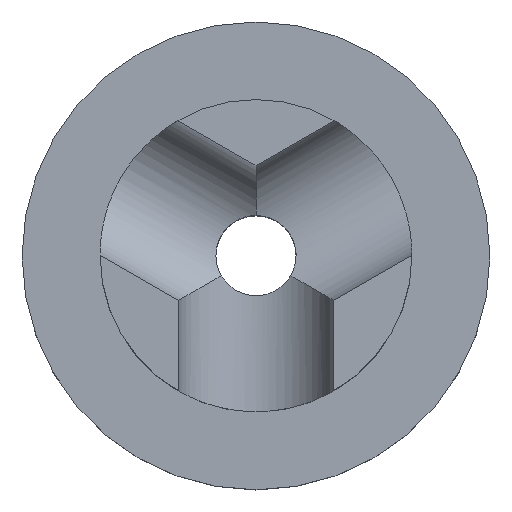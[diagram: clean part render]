
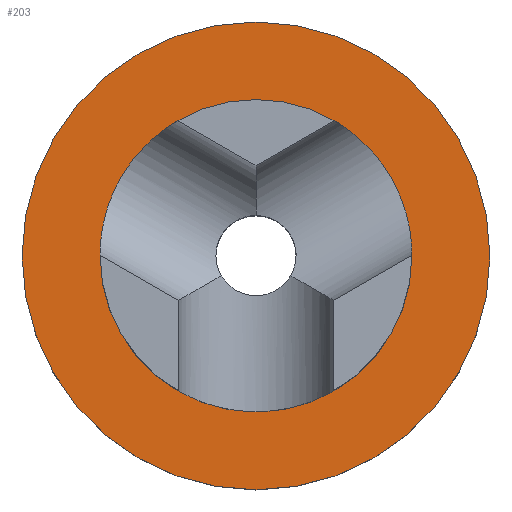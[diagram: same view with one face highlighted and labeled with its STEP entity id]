
A CAD part, top view. The second image highlights one B-rep face of the part: STEP entity #203.
In plain terms, the highlighted planar face has unit normal (0, 0, 1).
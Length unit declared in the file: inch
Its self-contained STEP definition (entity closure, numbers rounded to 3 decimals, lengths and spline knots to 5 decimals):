
#28=FACE_BOUND('',#48,.T.);
#30=PLANE('',#230);
#36=FACE_OUTER_BOUND('',#47,.T.);
#47=EDGE_LOOP('',(#140));
#48=EDGE_LOOP('',(#141));
#77=CIRCLE('',#228,0.375);
#79=CIRCLE('',#231,0.25);
#85=VERTEX_POINT('',#306);
#87=VERTEX_POINT('',#312);
#106=EDGE_CURVE('',#85,#85,#77,.T.);
#109=EDGE_CURVE('',#87,#87,#79,.T.);
#140=ORIENTED_EDGE('',*,*,#106,.T.);
#141=ORIENTED_EDGE('',*,*,#109,.F.);
#203=ADVANCED_FACE('',(#36,#28),#30,.T.);
#228=AXIS2_PLACEMENT_3D('',#307,#253,#254);
#230=AXIS2_PLACEMENT_3D('',#311,#258,#259);
#231=AXIS2_PLACEMENT_3D('',#313,#260,#261);
#253=DIRECTION('center_axis',(0.,0.,1.));
#254=DIRECTION('ref_axis',(1.,0.,0.));
#258=DIRECTION('center_axis',(0.,0.,1.));
#259=DIRECTION('ref_axis',(1.,0.,0.));
#260=DIRECTION('center_axis',(0.,0.,1.));
#261=DIRECTION('ref_axis',(1.,0.,0.));
#306=CARTESIAN_POINT('',(-0.375,0.,0.125));
#307=CARTESIAN_POINT('Origin',(0.,0.,0.125));
#311=CARTESIAN_POINT('Origin',(0.,0.,0.125));
#312=CARTESIAN_POINT('',(-0.25,0.,0.125));
#313=CARTESIAN_POINT('Origin',(0.,0.,0.125));
